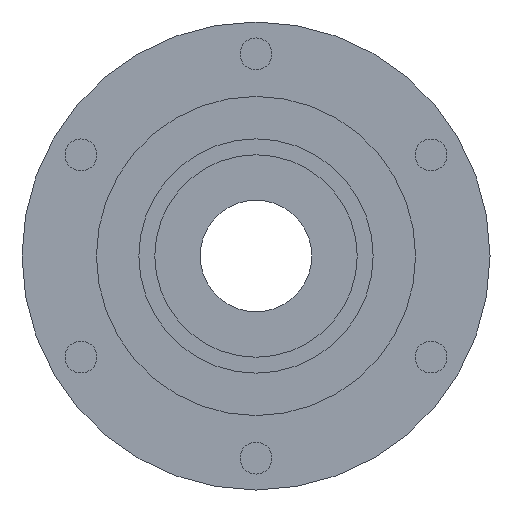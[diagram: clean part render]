
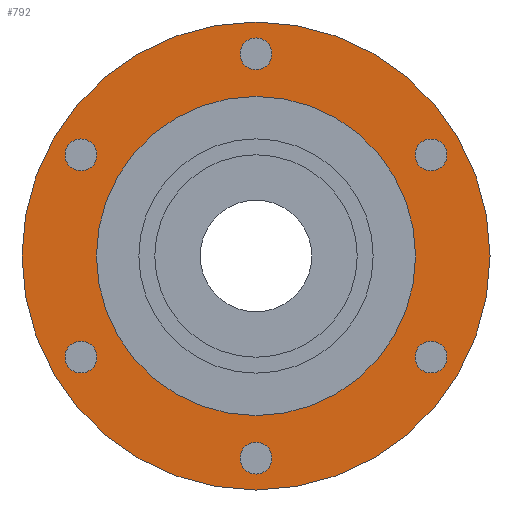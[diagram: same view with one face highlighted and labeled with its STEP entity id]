
A CAD part, front view. The second image highlights one B-rep face of the part: STEP entity #792.
In plain terms, the highlighted planar face has unit normal (0, -1, 0).
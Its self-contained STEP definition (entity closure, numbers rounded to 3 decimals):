
#27=FACE_BOUND('',#166,.T.);
#28=FACE_BOUND('',#167,.T.);
#29=FACE_BOUND('',#168,.T.);
#30=FACE_BOUND('',#169,.T.);
#31=FACE_BOUND('',#170,.T.);
#32=FACE_BOUND('',#171,.T.);
#33=FACE_BOUND('',#172,.T.);
#51=PLANE('',#931);
#102=FACE_OUTER_BOUND('',#165,.T.);
#165=EDGE_LOOP('',(#692));
#166=EDGE_LOOP('',(#693));
#167=EDGE_LOOP('',(#694));
#168=EDGE_LOOP('',(#695));
#169=EDGE_LOOP('',(#696));
#170=EDGE_LOOP('',(#697));
#171=EDGE_LOOP('',(#698));
#172=EDGE_LOOP('',(#699));
#243=CIRCLE('',#811,1.5);
#245=CIRCLE('',#815,1.5);
#247=CIRCLE('',#819,1.5);
#249=CIRCLE('',#823,1.5);
#251=CIRCLE('',#827,1.5);
#253=CIRCLE('',#831,1.5);
#313=CIRCLE('',#928,22.);
#315=CIRCLE('',#932,15.);
#317=VERTEX_POINT('',#1228);
#319=VERTEX_POINT('',#1235);
#321=VERTEX_POINT('',#1242);
#323=VERTEX_POINT('',#1249);
#325=VERTEX_POINT('',#1256);
#327=VERTEX_POINT('',#1263);
#385=VERTEX_POINT('',#1442);
#387=VERTEX_POINT('',#1450);
#389=EDGE_CURVE('',#317,#317,#243,.T.);
#392=EDGE_CURVE('',#319,#319,#245,.T.);
#395=EDGE_CURVE('',#321,#321,#247,.T.);
#398=EDGE_CURVE('',#323,#323,#249,.T.);
#401=EDGE_CURVE('',#325,#325,#251,.T.);
#404=EDGE_CURVE('',#327,#327,#253,.T.);
#489=EDGE_CURVE('',#385,#385,#313,.T.);
#492=EDGE_CURVE('',#387,#387,#315,.T.);
#692=ORIENTED_EDGE('',*,*,#489,.T.);
#693=ORIENTED_EDGE('',*,*,#389,.T.);
#694=ORIENTED_EDGE('',*,*,#392,.T.);
#695=ORIENTED_EDGE('',*,*,#395,.T.);
#696=ORIENTED_EDGE('',*,*,#398,.T.);
#697=ORIENTED_EDGE('',*,*,#401,.T.);
#698=ORIENTED_EDGE('',*,*,#404,.T.);
#699=ORIENTED_EDGE('',*,*,#492,.T.);
#792=ADVANCED_FACE('',(#102,#27,#28,#29,#30,#31,#32,#33),#51,.F.);
#811=AXIS2_PLACEMENT_3D('',#1229,#941,#942);
#815=AXIS2_PLACEMENT_3D('',#1236,#950,#951);
#819=AXIS2_PLACEMENT_3D('',#1243,#959,#960);
#823=AXIS2_PLACEMENT_3D('',#1250,#968,#969);
#827=AXIS2_PLACEMENT_3D('',#1257,#977,#978);
#831=AXIS2_PLACEMENT_3D('',#1264,#986,#987);
#928=AXIS2_PLACEMENT_3D('',#1444,#1205,#1206);
#931=AXIS2_PLACEMENT_3D('',#1449,#1212,#1213);
#932=AXIS2_PLACEMENT_3D('',#1451,#1214,#1215);
#941=DIRECTION('center_axis',(0.,1.,0.));
#942=DIRECTION('ref_axis',(1.,0.,0.));
#950=DIRECTION('center_axis',(0.,1.,0.));
#951=DIRECTION('ref_axis',(1.,0.,0.));
#959=DIRECTION('center_axis',(0.,1.,0.));
#960=DIRECTION('ref_axis',(1.,0.,0.));
#968=DIRECTION('center_axis',(0.,1.,0.));
#969=DIRECTION('ref_axis',(1.,0.,0.));
#977=DIRECTION('center_axis',(0.,1.,0.));
#978=DIRECTION('ref_axis',(1.,0.,0.));
#986=DIRECTION('center_axis',(0.,1.,0.));
#987=DIRECTION('ref_axis',(1.,0.,0.));
#1205=DIRECTION('center_axis',(0.,-1.,0.));
#1206=DIRECTION('ref_axis',(1.,0.,0.));
#1212=DIRECTION('center_axis',(0.,1.,0.));
#1213=DIRECTION('ref_axis',(1.,0.,0.));
#1214=DIRECTION('center_axis',(0.,1.,0.));
#1215=DIRECTION('ref_axis',(1.,0.,0.));
#1228=CARTESIAN_POINT('',(-17.954,-14.5,-9.5));
#1229=CARTESIAN_POINT('Origin',(-16.454,-14.5,-9.5));
#1235=CARTESIAN_POINT('',(-1.5,-14.5,19.));
#1236=CARTESIAN_POINT('Origin',(0.,-14.5,19.));
#1242=CARTESIAN_POINT('',(-17.954,-14.5,9.5));
#1243=CARTESIAN_POINT('Origin',(-16.454,-14.5,9.5));
#1249=CARTESIAN_POINT('',(-1.5,-14.5,-19.));
#1250=CARTESIAN_POINT('Origin',(0.,-14.5,-19.));
#1256=CARTESIAN_POINT('',(14.954,-14.5,-9.5));
#1257=CARTESIAN_POINT('Origin',(16.454,-14.5,-9.5));
#1263=CARTESIAN_POINT('',(14.954,-14.5,9.5));
#1264=CARTESIAN_POINT('Origin',(16.454,-14.5,9.5));
#1442=CARTESIAN_POINT('',(-22.,-14.5,0.));
#1444=CARTESIAN_POINT('Origin',(0.,-14.5,0.));
#1449=CARTESIAN_POINT('Origin',(0.,-14.5,0.));
#1450=CARTESIAN_POINT('',(-15.,-14.5,0.));
#1451=CARTESIAN_POINT('Origin',(0.,-14.5,0.));
